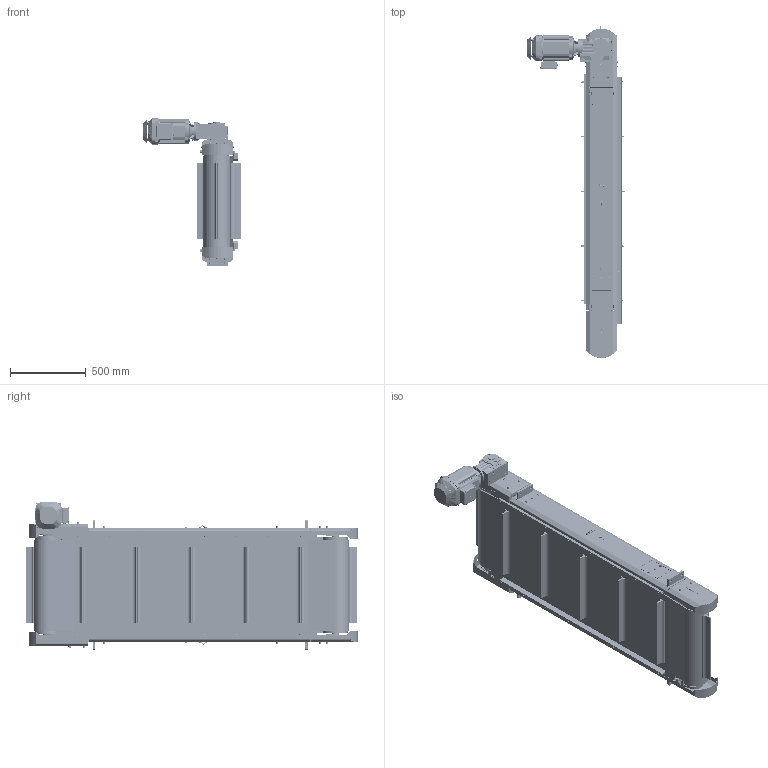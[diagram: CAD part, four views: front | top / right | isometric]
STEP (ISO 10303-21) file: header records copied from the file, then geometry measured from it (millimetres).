
FILE_DESCRIPTION(/* description */ (''),/* implementation_level */ '2;1');
FILE_NAME(/* name */ 'RONC140331.stp',/* time_stamp */ '2023-09-01T15:32:08+02:00',/* author */ ('PH'),/* organization */ (''),/* preprocessor_version */ 'ST-DEVELOPER v18.1',/* originating_system */ 'Autodesk Inventor 2021',/* authorisation */ '');
FILE_SCHEMA (('AUTOMOTIVE_DESIGN { 1 0 10303 214 3 1 1 }'));
Products named in the file (1): RONC140331
Bounding box: 645.1 x 2190.2 x 977.88 mm (x, y, z)
Volume: 75204391.3 mm3; surface area: 18257544.1 mm2
Topology: 24 solids, 24 shells, 8303 faces, 21890 edges, 14048 vertices
Faces by surface type: plane 5021, cylinder 1743, cone 709, bspline 681, torus 118, sphere 31
Full cylindrical faces by diameter (mm): 3.15 x2, 3.2 x8, 4 x3, 4.917 x4, 5.459 x8, 6 x76, 6.4 x4, 6.5 x10, 6.6 x20, 6.647 x9, 6.917 x3, 7 x36, 7.318 x3, 7.323 x17, 8 x75, 8.376 x1, 8.4 x28, 8.5 x2, 8.566 x3, 8.7 x8, 9 x7, 9.188 x6, 9.59 x6, 9.6 x2, 10 x47, 10.5 x5, 11 x22, 11.4 x17, 12 x12, 12.5 x2
Entity records: 279821 total; most frequent: CARTESIAN_POINT 70566, ORIENTED_EDGE 43592, DIRECTION 39297, EDGE_CURVE 21796, VERTEX_POINT 14056, LINE 13319, VECTOR 13319, AXIS2_PLACEMENT_3D 12989
